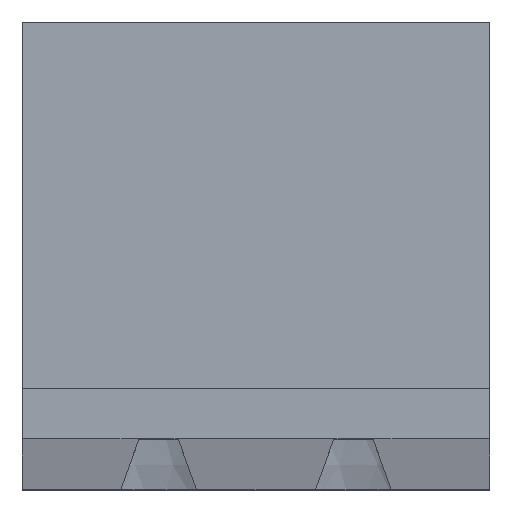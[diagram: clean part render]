
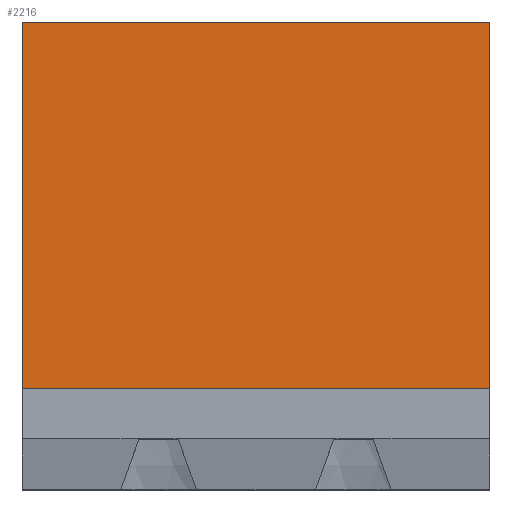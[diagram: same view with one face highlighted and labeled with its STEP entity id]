
A CAD part, top view. The second image highlights one B-rep face of the part: STEP entity #2216.
In plain terms, the highlighted planar face has unit normal (0, 0, 1).
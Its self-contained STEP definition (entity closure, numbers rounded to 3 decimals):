
#2175 = VERTEX_POINT('',#2176);
#2176 = CARTESIAN_POINT('',(-6.,2.,8.1));
#2182 = EDGE_CURVE('',#2183,#2175,#2185,.T.);
#2183 = VERTEX_POINT('',#2184);
#2184 = CARTESIAN_POINT('',(6.,2.,8.1));
#2185 = LINE('',#2186,#2187);
#2186 = CARTESIAN_POINT('',(6.,2.,8.1));
#2187 = VECTOR('',#2188,1.);
#2188 = DIRECTION('',(-1.,0.,-0.));
#2216 = ADVANCED_FACE('',(#2217),#2242,.F.);
#2217 = FACE_BOUND('',#2218,.T.);
#2218 = EDGE_LOOP('',(#2219,#2227,#2235,#2241));
#2219 = ORIENTED_EDGE('',*,*,#2220,.T.);
#2220 = EDGE_CURVE('',#2175,#2221,#2223,.T.);
#2221 = VERTEX_POINT('',#2222);
#2222 = CARTESIAN_POINT('',(-6.,-7.4,8.1));
#2223 = LINE('',#2224,#2225);
#2224 = CARTESIAN_POINT('',(-6.,-7.4,8.1));
#2225 = VECTOR('',#2226,1.);
#2226 = DIRECTION('',(0.,-1.,0.));
#2227 = ORIENTED_EDGE('',*,*,#2228,.F.);
#2228 = EDGE_CURVE('',#2229,#2221,#2231,.T.);
#2229 = VERTEX_POINT('',#2230);
#2230 = CARTESIAN_POINT('',(6.,-7.4,8.1));
#2231 = LINE('',#2232,#2233);
#2232 = CARTESIAN_POINT('',(6.,-7.4,8.1));
#2233 = VECTOR('',#2234,1.);
#2234 = DIRECTION('',(-1.,0.,-0.));
#2235 = ORIENTED_EDGE('',*,*,#2236,.F.);
#2236 = EDGE_CURVE('',#2183,#2229,#2237,.T.);
#2237 = LINE('',#2238,#2239);
#2238 = CARTESIAN_POINT('',(6.,-7.4,8.1));
#2239 = VECTOR('',#2240,1.);
#2240 = DIRECTION('',(0.,-1.,0.));
#2241 = ORIENTED_EDGE('',*,*,#2182,.T.);
#2242 = PLANE('',#2243);
#2243 = AXIS2_PLACEMENT_3D('',#2244,#2245,#2246);
#2244 = CARTESIAN_POINT('',(6.,-7.4,8.1));
#2245 = DIRECTION('',(0.,0.,-1.));
#2246 = DIRECTION('',(0.,1.,0.));
